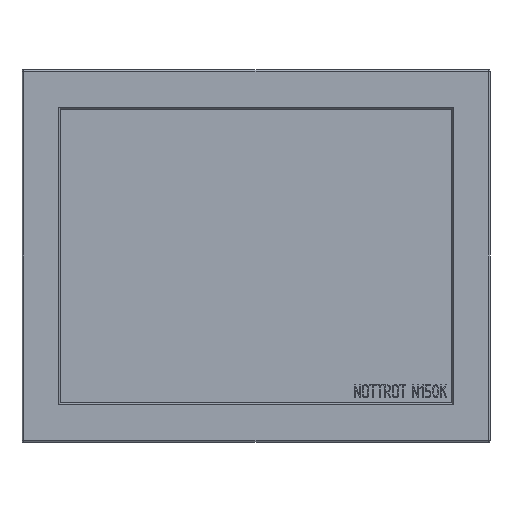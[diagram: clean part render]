
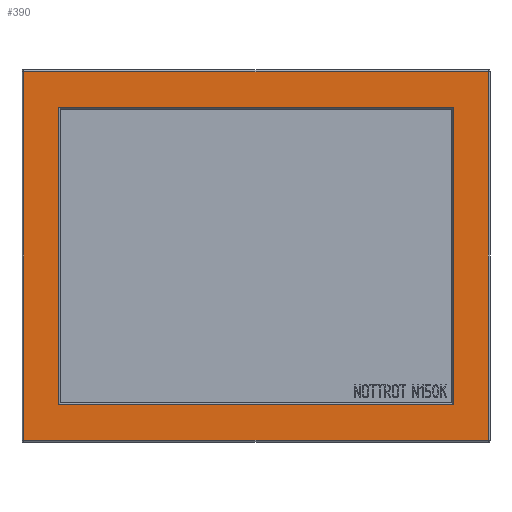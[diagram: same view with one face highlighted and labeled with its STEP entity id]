
A CAD part, front view. The second image highlights one B-rep face of the part: STEP entity #390.
In plain terms, the highlighted planar face has unit normal (0, -1, 0).
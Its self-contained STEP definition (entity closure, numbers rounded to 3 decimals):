
#390 = ADVANCED_FACE( '', ( #821, #822 ), #823, .T. );
#821 = FACE_OUTER_BOUND( '', #1723, .T. );
#822 = FACE_BOUND( '', #1724, .T. );
#823 = PLANE( '', #1725 );
#1723 = EDGE_LOOP( '', ( #2997, #2998, #2999, #3000 ) );
#1724 = EDGE_LOOP( '', ( #3001, #3002, #3003, #3004 ) );
#1725 = AXIS2_PLACEMENT_3D( '', #3005, #3006, #3007 );
#2997 = ORIENTED_EDGE( '', *, *, #3870, .T. );
#2998 = ORIENTED_EDGE( '', *, *, #3797, .T. );
#2999 = ORIENTED_EDGE( '', *, *, #3793, .T. );
#3000 = ORIENTED_EDGE( '', *, *, #3774, .T. );
#3001 = ORIENTED_EDGE( '', *, *, #3948, .T. );
#3002 = ORIENTED_EDGE( '', *, *, #3824, .T. );
#3003 = ORIENTED_EDGE( '', *, *, #3579, .T. );
#3004 = ORIENTED_EDGE( '', *, *, #3922, .T. );
#3005 = CARTESIAN_POINT( '', ( 0., -5., 0. ) );
#3006 = DIRECTION( '', ( 0., -1., 0. ) );
#3007 = DIRECTION( '', ( 0., 0., -1. ) );
#3579 = EDGE_CURVE( '', #4125, #4130, #4132, .F. );
#3774 = EDGE_CURVE( '', #4442, #4443, #4444, .T. );
#3793 = EDGE_CURVE( '', #4301, #4442, #4473, .T. );
#3797 = EDGE_CURVE( '', #4478, #4301, #4479, .T. );
#3824 = EDGE_CURVE( '', #4512, #4125, #4516, .F. );
#3870 = EDGE_CURVE( '', #4443, #4478, #4579, .T. );
#3922 = EDGE_CURVE( '', #4130, #4648, #4650, .F. );
#3948 = EDGE_CURVE( '', #4648, #4512, #4684, .F. );
#4125 = VERTEX_POINT( '', #4908 );
#4130 = VERTEX_POINT( '', #4915 );
#4132 = LINE( '', #4918, #4919 );
#4301 = VERTEX_POINT( '', #5180 );
#4442 = VERTEX_POINT( '', #5614 );
#4443 = VERTEX_POINT( '', #5615 );
#4444 = LINE( '', #5616, #5617 );
#4473 = LINE( '', #5681, #5682 );
#4478 = VERTEX_POINT( '', #5688 );
#4479 = LINE( '', #5689, #5690 );
#4512 = VERTEX_POINT( '', #5736 );
#4516 = LINE( '', #5742, #5743 );
#4579 = LINE( '', #5850, #5851 );
#4648 = VERTEX_POINT( '', #6009 );
#4650 = LINE( '', #6012, #6013 );
#4684 = LINE( '', #6069, #6070 );
#4908 = CARTESIAN_POINT( '', ( -153.443, -5., 115.443 ) );
#4915 = CARTESIAN_POINT( '', ( 153.443, -5., 115.443 ) );
#4918 = CARTESIAN_POINT( '', ( 0., -5., 115.443 ) );
#4919 = VECTOR( '', #6355, 1000. );
#5180 = CARTESIAN_POINT( '', ( 180.05, -5., -143.05 ) );
#5614 = CARTESIAN_POINT( '', ( 180.05, -5., 143.05 ) );
#5615 = CARTESIAN_POINT( '', ( -180.05, -5., 143.05 ) );
#5616 = CARTESIAN_POINT( '', ( -181.55, -5., 143.05 ) );
#5617 = VECTOR( '', #6456, 1000. );
#5681 = CARTESIAN_POINT( '', ( 180.05, -5., 144.55 ) );
#5682 = VECTOR( '', #6468, 1000. );
#5688 = CARTESIAN_POINT( '', ( -180.05, -5., -143.05 ) );
#5689 = CARTESIAN_POINT( '', ( 181.55, -5., -143.05 ) );
#5690 = VECTOR( '', #6473, 1000. );
#5736 = CARTESIAN_POINT( '', ( -153.443, -5., -115.443 ) );
#5742 = CARTESIAN_POINT( '', ( -153.443, -5., 0. ) );
#5743 = VECTOR( '', #6487, 1000. );
#5850 = CARTESIAN_POINT( '', ( -180.05, -5., -144.55 ) );
#5851 = VECTOR( '', #6509, 1000. );
#6009 = CARTESIAN_POINT( '', ( 153.443, -5., -115.443 ) );
#6012 = CARTESIAN_POINT( '', ( 153.443, -5., 0. ) );
#6013 = VECTOR( '', #6529, 1000. );
#6069 = CARTESIAN_POINT( '', ( 0., -5., -115.443 ) );
#6070 = VECTOR( '', #6545, 1000. );
#6355 = DIRECTION( '', ( -1., 0., 0. ) );
#6456 = DIRECTION( '', ( -1., 0., 0. ) );
#6468 = DIRECTION( '', ( 0., 0., 1. ) );
#6473 = DIRECTION( '', ( 1., 0., 0. ) );
#6487 = DIRECTION( '', ( 0., 0., -1. ) );
#6509 = DIRECTION( '', ( 0., 0., -1. ) );
#6529 = DIRECTION( '', ( 0., 0., 1. ) );
#6545 = DIRECTION( '', ( 1., 0., 0. ) );
